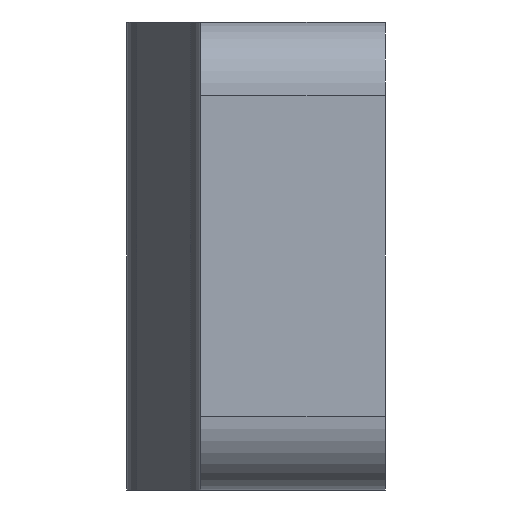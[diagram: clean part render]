
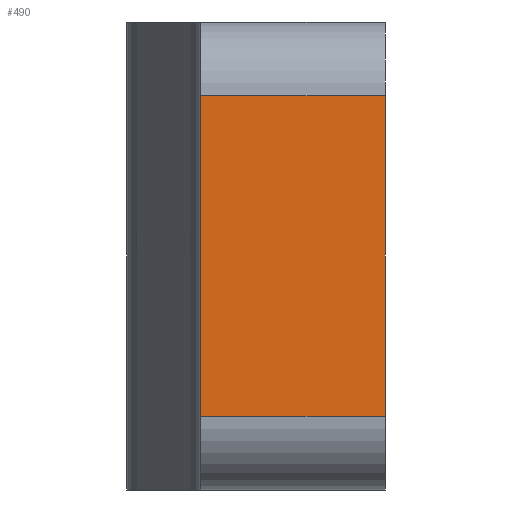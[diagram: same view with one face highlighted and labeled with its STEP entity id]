
A CAD part, left-side view. The second image highlights one B-rep face of the part: STEP entity #490.
In plain terms, the highlighted planar face has unit normal (-1, 0, 0).
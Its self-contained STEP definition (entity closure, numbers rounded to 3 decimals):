
#44=DIRECTION('',(0.,0.,1.));
#45=VECTOR('',#44,26.);
#46=CARTESIAN_POINT('',(0.,0.,-32.));
#47=LINE('',#46,#45);
#98=DIRECTION('',(0.,-1.,0.));
#99=VECTOR('',#98,15.);
#100=CARTESIAN_POINT('',(0.,15.,-6.));
#101=LINE('',#100,#99);
#102=DIRECTION('',(0.,-1.,0.));
#103=VECTOR('',#102,15.);
#104=CARTESIAN_POINT('',(0.,15.,-32.));
#105=LINE('',#104,#103);
#106=DIRECTION('',(0.,0.,1.));
#107=VECTOR('',#106,26.);
#108=CARTESIAN_POINT('',(0.,15.,-32.));
#109=LINE('',#108,#107);
#333=CARTESIAN_POINT('',(0.,0.,-6.));
#335=VERTEX_POINT('',#333);
#336=CARTESIAN_POINT('',(0.,15.,-6.));
#337=VERTEX_POINT('',#336);
#340=CARTESIAN_POINT('',(0.,0.,-32.));
#342=VERTEX_POINT('',#340);
#346=CARTESIAN_POINT('',(0.,15.,-32.));
#347=VERTEX_POINT('',#346);
#478=CARTESIAN_POINT('',(0.,0.,-38.));
#479=DIRECTION('',(-1.,0.,0.));
#480=DIRECTION('',(0.,0.,1.));
#481=AXIS2_PLACEMENT_3D('',#478,#479,#480);
#482=PLANE('',#481);
#483=ORIENTED_EDGE('',*,*,#470,.T.);
#484=ORIENTED_EDGE('',*,*,#363,.F.);
#486=ORIENTED_EDGE('',*,*,#485,.F.);
#487=ORIENTED_EDGE('',*,*,#402,.T.);
#488=EDGE_LOOP('',(#483,#484,#486,#487));
#489=FACE_OUTER_BOUND('',#488,.F.);
#490=ADVANCED_FACE('',(#489),#482,.T.);
#363=EDGE_CURVE('',#342,#335,#47,.T.);
#402=EDGE_CURVE('',#347,#337,#109,.T.);
#470=EDGE_CURVE('',#337,#335,#101,.T.);
#485=EDGE_CURVE('',#347,#342,#105,.T.);
